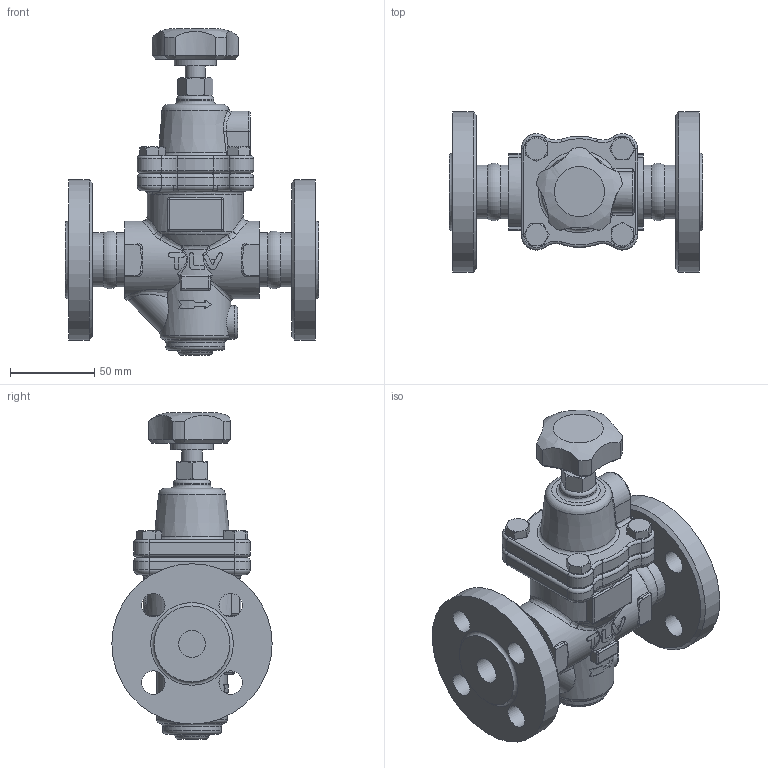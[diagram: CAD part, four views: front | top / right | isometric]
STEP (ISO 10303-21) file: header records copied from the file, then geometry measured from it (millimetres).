
FILE_DESCRIPTION((''),'2;1');
FILE_NAME('pndrx-015-e0040-00.stp','2014-01-16T11:07:03',('nakaot'),(''),'Autodesk Inventor 2012','Autodesk Inventor 2012','');
FILE_SCHEMA(('AUTOMOTIVE_DESIGN { 1 0 10303 214 1 1 1 1 }'));
Length unit declared in the file: millimetre
Products named in the file (1): pndrx-015-e0040-00
Bounding box: 150 x 95 x 193.5 mm (x, y, z)
Volume: 629060.1 mm3; surface area: 93415.4 mm2
Topology: 1 solids, 1 shells, 456 faces, 1099 edges, 664 vertices
Faces by surface type: cylinder 143, plane 126, torus 71, cone 55, bspline 51, sphere 10
Full cylindrical faces by diameter (mm): 8 x8, 9 x4, 12 x1, 14 x8, 14.25 x1, 16 x2, 20 x1, 22 x1, 25 x1, 32 x4, 35 x1, 42 x1, 46 x1, 57 x1, 58 x1, 95 x2
Entity records: 15504 total; most frequent: CARTESIAN_POINT 5739, DIRECTION 2011, ORIENTED_EDGE 1996, EDGE_CURVE 998, AXIS2_PLACEMENT_3D 871, VERTEX_POINT 631, EDGE_LOOP 563, CIRCLE 457
